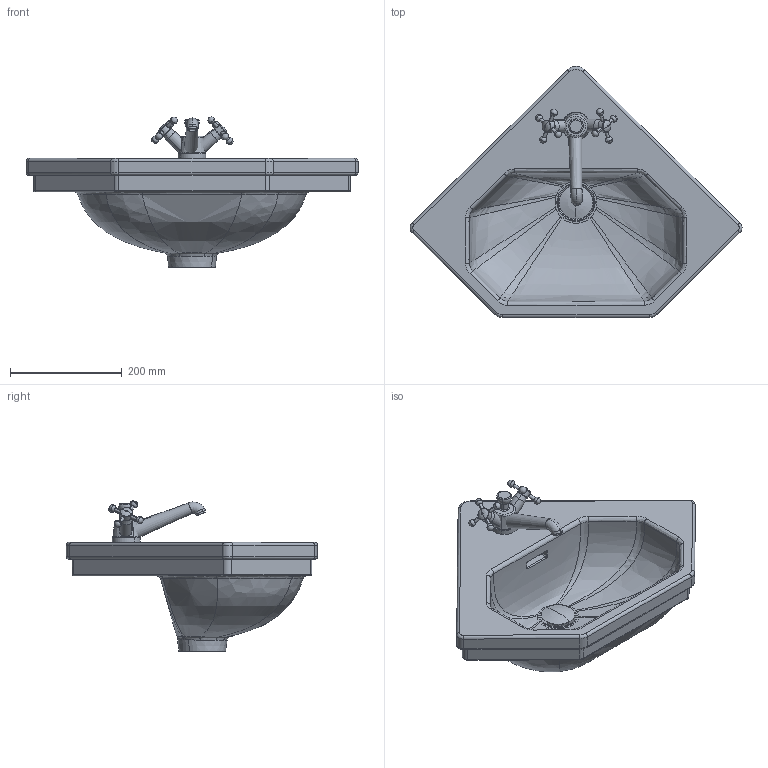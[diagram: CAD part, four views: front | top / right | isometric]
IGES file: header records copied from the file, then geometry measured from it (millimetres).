
Global section: file name: No Iges File Name specified; native system: AutoDesk Inventor R11.0; preprocessor: AutoDesk Inventor Iges Exporter R11.0; author: No Author specified; organization: No Organization specified; date: 20080103.130713; units: millimetre
Bounding box: 595 x 449.96 x 269.51 mm (x, y, z)
Volume: 7851919.9 mm3; surface area: 685753.4 mm2
Topology: 18 solids, 18 shells, 339 faces, 783 edges, 453 vertices
Faces by surface type: bspline 110, plane 72, cylinder 67, torus 42, revolution 20, sphere 18, cone 10
